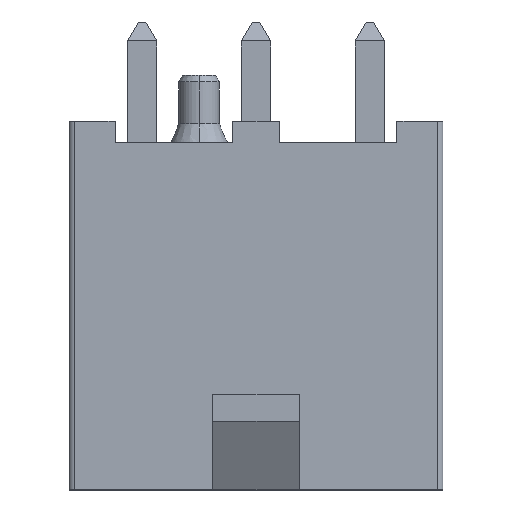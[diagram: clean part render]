
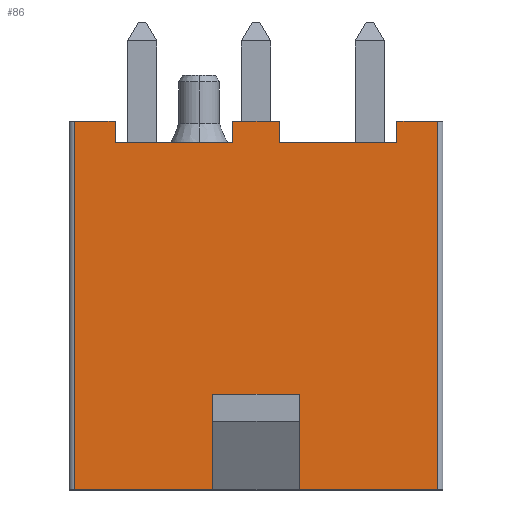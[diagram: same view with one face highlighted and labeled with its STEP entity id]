
A CAD part, top view. The second image highlights one B-rep face of the part: STEP entity #86.
In plain terms, the highlighted planar face has unit normal (0, 0, 1).
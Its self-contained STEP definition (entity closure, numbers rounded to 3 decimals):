
#86=ADVANCED_FACE('',(#337),#338,.T.);
#337=FACE_OUTER_BOUND('',#797,.T.);
#338=PLANE('',#798);
#797=EDGE_LOOP('',(#1398,#1399,#1400,#1401,#1402,#1403,#1404,#1405,#1406,#1407,#1408,#1409,#1410,#1411,#1412,#1413));
#798=AXIS2_PLACEMENT_3D('',#1414,#1415,#1416);
#1398=ORIENTED_EDGE('',*,*,#3069,.F.);
#1399=ORIENTED_EDGE('',*,*,#3070,.F.);
#1400=ORIENTED_EDGE('',*,*,#2936,.F.);
#1401=ORIENTED_EDGE('',*,*,#3071,.T.);
#1402=ORIENTED_EDGE('',*,*,#3072,.F.);
#1403=ORIENTED_EDGE('',*,*,#3073,.T.);
#1404=ORIENTED_EDGE('',*,*,#2981,.T.);
#1405=ORIENTED_EDGE('',*,*,#3074,.F.);
#1406=ORIENTED_EDGE('',*,*,#3075,.F.);
#1407=ORIENTED_EDGE('',*,*,#3076,.T.);
#1408=ORIENTED_EDGE('',*,*,#2977,.T.);
#1409=ORIENTED_EDGE('',*,*,#3077,.F.);
#1410=ORIENTED_EDGE('',*,*,#3078,.F.);
#1411=ORIENTED_EDGE('',*,*,#3079,.F.);
#1412=ORIENTED_EDGE('',*,*,#2938,.F.);
#1413=ORIENTED_EDGE('',*,*,#3080,.T.);
#1414=CARTESIAN_POINT('',(-23.6,-4.1,9.3));
#1415=DIRECTION('',(0.,0.0,1.0));
#1416=DIRECTION('',(1.0,-0.0,0.));
#2936=EDGE_CURVE('',#3467,#3469,#3470,.T.);
#2938=EDGE_CURVE('',#3471,#3473,#3474,.T.);
#2977=EDGE_CURVE('',#3550,#3548,#3551,.T.);
#2981=EDGE_CURVE('',#3558,#3556,#3559,.T.);
#3069=EDGE_CURVE('',#3733,#3734,#3735,.T.);
#3070=EDGE_CURVE('',#3469,#3733,#3736,.T.);
#3071=EDGE_CURVE('',#3467,#3737,#3738,.T.);
#3072=EDGE_CURVE('',#3739,#3737,#3740,.T.);
#3073=EDGE_CURVE('',#3739,#3558,#3741,.T.);
#3074=EDGE_CURVE('',#3742,#3556,#3743,.T.);
#3075=EDGE_CURVE('',#3744,#3742,#3745,.T.);
#3076=EDGE_CURVE('',#3744,#3550,#3746,.T.);
#3077=EDGE_CURVE('',#3747,#3548,#3748,.T.);
#3078=EDGE_CURVE('',#3749,#3747,#3750,.T.);
#3079=EDGE_CURVE('',#3473,#3749,#3751,.T.);
#3080=EDGE_CURVE('',#3471,#3734,#3752,.T.);
#3467=VERTEX_POINT('',#4317);
#3469=VERTEX_POINT('',#4319);
#3470=LINE('',#4320,#4321);
#3471=VERTEX_POINT('',#4322);
#3473=VERTEX_POINT('',#4325);
#3474=LINE('',#4326,#4327);
#3548=VERTEX_POINT('',#4436);
#3550=VERTEX_POINT('',#4439);
#3551=LINE('',#4440,#4441);
#3556=VERTEX_POINT('',#4448);
#3558=VERTEX_POINT('',#4451);
#3559=LINE('',#4452,#4453);
#3733=VERTEX_POINT('',#4714);
#3734=VERTEX_POINT('',#4715);
#3735=LINE('',#4716,#4717);
#3736=LINE('',#4718,#4719);
#3737=VERTEX_POINT('',#4720);
#3738=LINE('',#4721,#4722);
#3739=VERTEX_POINT('',#4723);
#3740=LINE('',#4724,#4725);
#3741=LINE('',#4726,#4727);
#3742=VERTEX_POINT('',#4728);
#3743=LINE('',#4729,#4730);
#3744=VERTEX_POINT('',#4731);
#3745=LINE('',#4732,#4733);
#3746=LINE('',#4734,#4735);
#3747=VERTEX_POINT('',#4736);
#3748=LINE('',#4737,#4738);
#3749=VERTEX_POINT('',#4739);
#3750=LINE('',#4740,#4741);
#3751=LINE('',#4742,#4743);
#3752=LINE('',#4744,#4745);
#4317=CARTESIAN_POINT('',(-10.2,-4.1,9.3));
#4319=CARTESIAN_POINT('',(-15.3,-4.1,9.3));
#4320=CARTESIAN_POINT('',(-23.6,-4.1,9.3));
#4321=VECTOR('',#5664,1.0);
#4322=CARTESIAN_POINT('',(-18.5,-4.1,9.3));
#4325=CARTESIAN_POINT('',(-23.6,-4.1,9.3));
#4326=CARTESIAN_POINT('',(-23.6,-4.1,9.3));
#4327=VECTOR('',#5666,1.0);
#4436=CARTESIAN_POINT('',(-22.1,8.7,9.3));
#4439=CARTESIAN_POINT('',(-17.75,8.7,9.3));
#4440=CARTESIAN_POINT('',(-23.6,8.7,9.3));
#4441=VECTOR('',#5709,1.0);
#4448=CARTESIAN_POINT('',(-16.05,8.7,9.3));
#4451=CARTESIAN_POINT('',(-11.7,8.7,9.3));
#4452=CARTESIAN_POINT('',(-23.6,8.7,9.3));
#4453=VECTOR('',#5713,1.0);
#4714=CARTESIAN_POINT('',(-15.3,-0.59,9.3));
#4715=CARTESIAN_POINT('',(-18.5,-0.59,9.3));
#4716=CARTESIAN_POINT('',(-15.3,-0.59,9.3));
#4717=VECTOR('',#5801,1.0);
#4718=CARTESIAN_POINT('',(-15.3,-4.101,9.3));
#4719=VECTOR('',#5802,1.0);
#4720=CARTESIAN_POINT('',(-10.2,9.5,9.3));
#4721=CARTESIAN_POINT('',(-10.2,-4.1,9.3));
#4722=VECTOR('',#5803,1.0);
#4723=CARTESIAN_POINT('',(-11.7,9.5,9.3));
#4724=CARTESIAN_POINT('',(-11.7,9.5,9.3));
#4725=VECTOR('',#5804,1.0);
#4726=CARTESIAN_POINT('',(-11.7,9.5,9.3));
#4727=VECTOR('',#5805,1.0);
#4728=CARTESIAN_POINT('',(-16.05,9.5,9.3));
#4729=CARTESIAN_POINT('',(-16.05,9.5,9.3));
#4730=VECTOR('',#5806,1.0);
#4731=CARTESIAN_POINT('',(-17.75,9.5,9.3));
#4732=CARTESIAN_POINT('',(-17.75,9.5,9.3));
#4733=VECTOR('',#5807,1.0);
#4734=CARTESIAN_POINT('',(-17.75,9.5,9.3));
#4735=VECTOR('',#5808,1.0);
#4736=CARTESIAN_POINT('',(-22.1,9.5,9.3));
#4737=CARTESIAN_POINT('',(-22.1,9.5,9.3));
#4738=VECTOR('',#5809,1.0);
#4739=CARTESIAN_POINT('',(-23.6,9.5,9.3));
#4740=CARTESIAN_POINT('',(-23.6,9.5,9.3));
#4741=VECTOR('',#5810,1.0);
#4742=CARTESIAN_POINT('',(-23.6,-4.1,9.3));
#4743=VECTOR('',#5811,1.0);
#4744=CARTESIAN_POINT('',(-18.5,-4.101,9.3));
#4745=VECTOR('',#5812,1.0);
#5664=DIRECTION('',(-1.0,0.0,0.));
#5666=DIRECTION('',(-1.0,0.0,0.));
#5709=DIRECTION('',(-1.0,0.0,0.));
#5713=DIRECTION('',(-1.0,0.0,0.));
#5801=DIRECTION('',(-1.0,0.0,0.0));
#5802=DIRECTION('',(0.0,1.0,0.0));
#5803=DIRECTION('',(0.0,1.0,0.0));
#5804=DIRECTION('',(1.0,0.0,0.));
#5805=DIRECTION('',(0.0,-1.0,0.0));
#5806=DIRECTION('',(0.0,-1.0,0.0));
#5807=DIRECTION('',(1.0,0.0,0.));
#5808=DIRECTION('',(0.0,-1.0,0.0));
#5809=DIRECTION('',(0.0,-1.0,0.0));
#5810=DIRECTION('',(1.0,0.0,0.));
#5811=DIRECTION('',(0.0,1.0,0.0));
#5812=DIRECTION('',(0.0,1.0,0.0));
